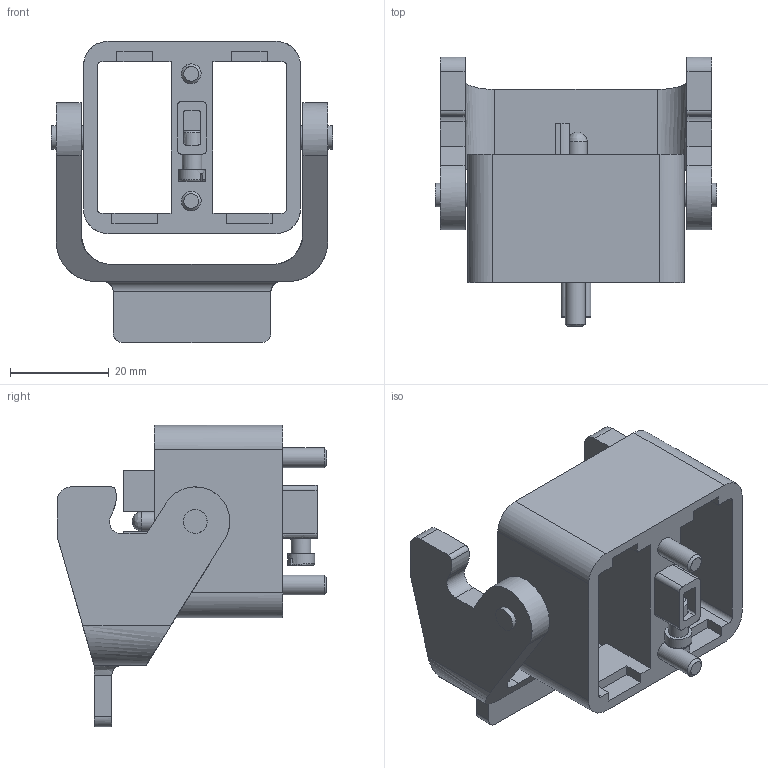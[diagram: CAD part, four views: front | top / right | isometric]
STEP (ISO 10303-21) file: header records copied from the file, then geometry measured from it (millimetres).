
FILE_DESCRIPTION(( 'HARTING HARTING HARTING HARTING HARTING HARTING HARTING HARTING HARTING', 'This Document is valid for Parts No. 09 14 002 0301'),'2;1');
FILE_NAME('MD_09140020301_R411784.stp', '2011-12-08T12:12:29',('ITIS-4b'),('HARTING KGaA, D-32339 Espelkamp'), 'I-DEAS Master Series 10','HP-UNIX','Yes');
FILE_SCHEMA(('AUTOMOTIVE_DESIGN { 1 0 10303 214 1 1 1 1 }'));
Length unit declared in the file: millimetre
Products named in the file (1): MD 09 14 002 0301
Bounding box: 57 x 54.7 x 61.12 mm (x, y, z)
Volume: 30086 mm3; surface area: 18600 mm2
Topology: 1 solids, 1 shells, 297 faces, 792 edges, 523 vertices
Faces by surface type: bspline 297
Entity records: 9559 total; most frequent: CARTESIAN_POINT 4322, ORIENTED_EDGE 1582, EDGE_CURVE 791, VERTEX_POINT 523, OVER_RIDING_STYLED_ITEM 483, B_SPLINE_CURVE_WITH_KNOTS 370, EDGE_LOOP 330, FACE_OUTER_BOUND 297
